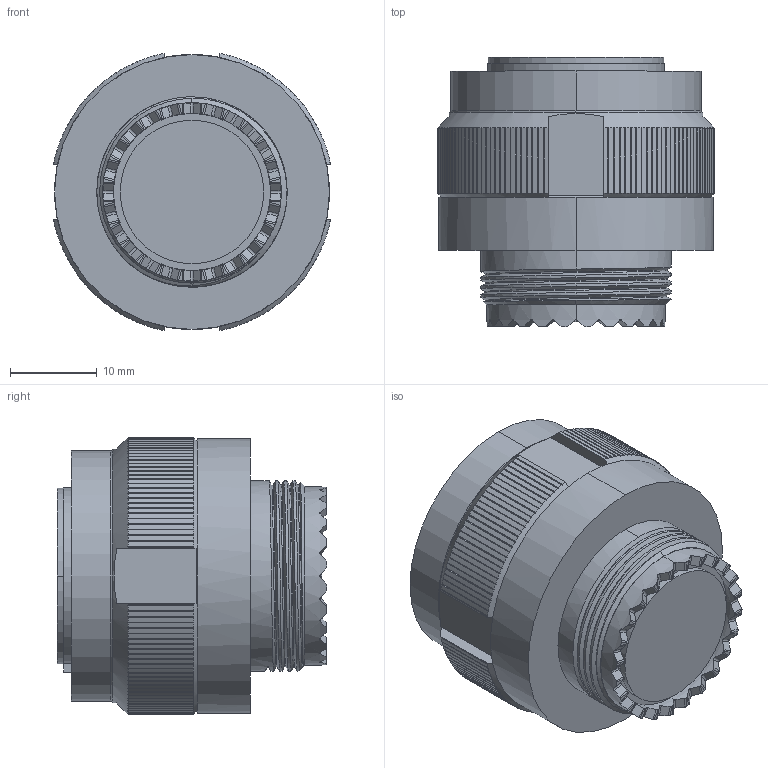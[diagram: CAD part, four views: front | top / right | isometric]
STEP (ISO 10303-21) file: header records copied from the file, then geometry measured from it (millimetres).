
FILE_DESCRIPTION((''),'2;1');
FILE_NAME('8D-06-15-26','2009-07-09T',('dpnair'),('FCI INTERCONNECT'),'PRO/ENGINEER BY PARAMETRIC TECHNOLOGY CORPORATION, 2005310','PRO/ENGINEER BY PARAMETRIC TECHNOLOGY CORPORATION, 2005310','');
FILE_SCHEMA(('CONFIG_CONTROL_DESIGN'));
Length unit declared in the file: millimetre
Products named in the file (1): 8D-06-15-26
Bounding box: 31.86 x 31 x 31.86 mm (x, y, z)
Volume: 16020 mm3; surface area: 6813.3 mm2
Topology: 1 solids, 1 shells, 582 faces, 1694 edges, 1122 vertices
Faces by surface type: plane 329, cylinder 226, bspline 14, cone 10, torus 2, extrusion 1
Entity records: 23643 total; most frequent: CARTESIAN_POINT 9457, ORIENTED_EDGE 3388, DIRECTION 2407, EDGE_CURVE 1694, VERTEX_POINT 1122, AXIS2_PLACEMENT_3D 917, B_SPLINE_CURVE_WITH_KNOTS 773, EDGE_LOOP 590
